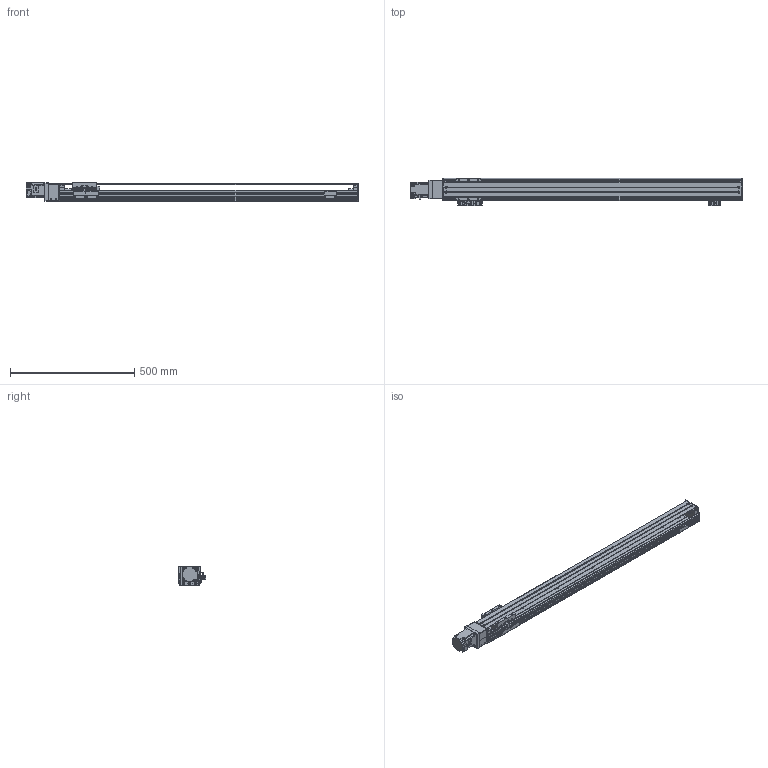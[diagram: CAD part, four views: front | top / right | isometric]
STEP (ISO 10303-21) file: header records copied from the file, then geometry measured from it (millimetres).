
FILE_DESCRIPTION(/* description */ (''),/* implementation_level */ '2;1');
FILE_NAME(/* name */ 'HR90-S20-N1B-1000-R10.stp',/* time_stamp */ '2025-01-20T11:24:05+09:00',/* author */ ('user'),/* organization */ (''),/* preprocessor_version */ 'ST-DEVELOPER v18.1',/* originating_system */ 'Autodesk Inventor 2022',/* authorisation */ '');
FILE_SCHEMA (('CONFIG_CONTROL_DESIGN'));
Length unit declared in the file: millimetre
Products named in the file (18): HG90-S20-N1B-0500-R10 - 간소화; HR90 BASE 100W 1BLOCK; HR90 FRONT BLOCK; HR90 REAR BLOCK TENSION; HR90 REAR COVER-TENSION; HG4UPCOV002; HR90 FRRONT COVER-COUPLING; HR120 SENSOR DOG; HG90 S MOTOR PLATE-B; HG90 S MOTOR PLATE-M; hg-kr23_; COUPLING COVER; HG90STOPPER - 27L; HG90STOPPER - 20L; HR90 TABLE; LMKE1520 NUT; SENSOR BRK(EE-SX674A); EE_SX674A
Assembly tree (21 placements, depth 2):
  HG90-S20-N1B-0500-R10 - 간소화
    HR90 BASE 100W 1BLOCK
    HR90 FRONT BLOCK
    HR90 REAR BLOCK TENSION
    HR90 REAR COVER-TENSION
    HG4UPCOV002
    EE_SX674A  x3
    SENSOR BRK(EE-SX674A)  x3
    HR90 FRRONT COVER-COUPLING
    HR120 SENSOR DOG
    HG90 S MOTOR PLATE-B
    HG90 S MOTOR PLATE-M
    hg-kr23_
    COUPLING COVER
    HG90STOPPER - 27L
    HG90STOPPER - 20L
    HR90 TABLE
    LMKE1520 NUT
Bounding box: 1338.6 x 109 x 75 mm (x, y, z)
Volume: 2289382.9 mm3; surface area: 906097.8 mm2
Topology: 21 solids, 21 shells, 1196 faces, 3173 edges, 2081 vertices
Faces by surface type: plane 603, cylinder 506, cone 87
Full cylindrical faces by diameter (mm): 2 x4, 2.459 x14, 3 x4, 3.242 x20, 3.5 x6, 4 x4, 4.134 x47, 4.5 x16, 4.917 x5, 5 x32, 5.5 x35, 5.6 x8, 5.8 x4, 5.9 x8, 6 x4, 9.5 x31, 14 x1, 15 x3, 17 x1, 22 x1, 25 x1, 28 x1, 32 x2, 33.7 x1, 34 x1, 40 x1, 46 x1, 50 x2
Entity records: 34020 total; most frequent: CARTESIAN_POINT 6403, DIRECTION 5746, ORIENTED_EDGE 5412, EDGE_CURVE 2706, AXIS2_PLACEMENT_3D 2047, VERTEX_POINT 1809, LINE 1652, VECTOR 1652
